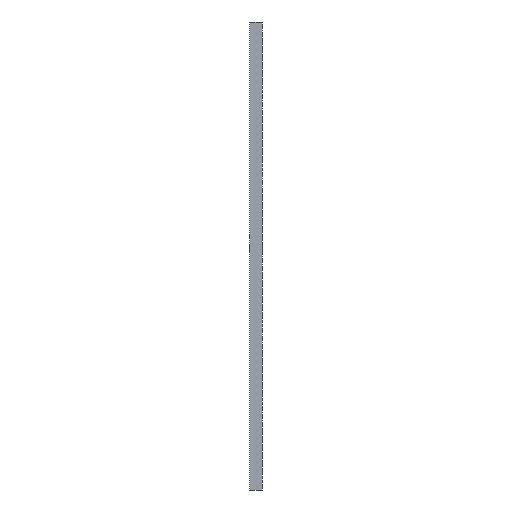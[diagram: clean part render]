
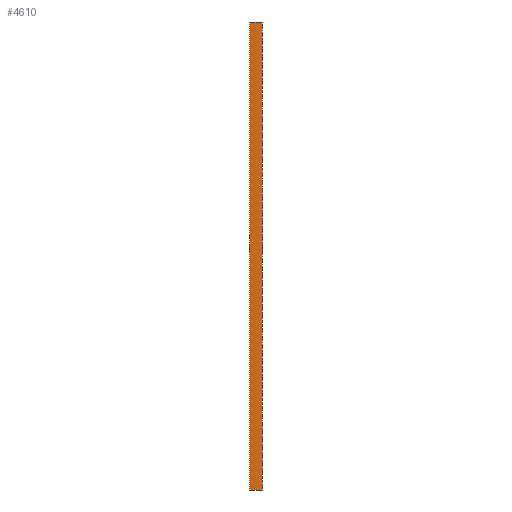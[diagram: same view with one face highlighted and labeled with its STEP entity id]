
A CAD part, left-side view. The second image highlights one B-rep face of the part: STEP entity #4610.
In plain terms, the highlighted planar face has unit normal (-1, 0, 0).
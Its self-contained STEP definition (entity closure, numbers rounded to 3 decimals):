
#27 = CARTESIAN_POINT ( 'NONE',  ( -17.088, 12.037, 3000. ) ) ;
#343 = PLANE ( 'NONE',  #6217 ) ;
#380 = EDGE_CURVE ( 'NONE', #6270, #6506, #4973, .T. ) ;
#477 = VECTOR ( 'NONE', #8359, 1000. ) ;
#1105 = EDGE_CURVE ( 'NONE', #6562, #6506, #1715, .T. ) ;
#1545 = LINE ( 'NONE', #27, #4583 ) ;
#1715 = LINE ( 'NONE', #4545, #3171 ) ;
#1761 = EDGE_LOOP ( 'NONE', ( #7830, #4200, #3690, #5105 ) ) ;
#2478 = CARTESIAN_POINT ( 'NONE',  ( -17.088, 12.037, 3000. ) ) ;
#2620 = EDGE_CURVE ( 'NONE', #2778, #6270, #1545, .T. ) ;
#2778 = VERTEX_POINT ( 'NONE', #8673 ) ;
#3171 = VECTOR ( 'NONE', #7369, 1000. ) ;
#3218 = DIRECTION ( 'NONE',  ( 0., 1., 0. ) ) ;
#3472 = VECTOR ( 'NONE', #6410, 1000. ) ;
#3690 = ORIENTED_EDGE ( 'NONE', *, *, #5212, .F. ) ;
#4200 = ORIENTED_EDGE ( 'NONE', *, *, #1105, .F. ) ;
#4465 = DIRECTION ( 'NONE',  ( 1., 0., 0. ) ) ;
#4545 = CARTESIAN_POINT ( 'NONE',  ( -17.088, -64.963, 3000. ) ) ;
#4583 = VECTOR ( 'NONE', #5668, 1000. ) ;
#4610 = ADVANCED_FACE ( 'NONE', ( #7380 ), #343, .F. ) ;
#4973 = LINE ( 'NONE', #7194, #3472 ) ;
#4984 = CARTESIAN_POINT ( 'NONE',  ( -17.088, -64.963, 3000. ) ) ;
#5105 = ORIENTED_EDGE ( 'NONE', *, *, #2620, .T. ) ;
#5212 = EDGE_CURVE ( 'NONE', #2778, #6562, #6876, .T. ) ;
#5668 = DIRECTION ( 'NONE',  ( 0., 0., -1. ) ) ;
#6115 = CARTESIAN_POINT ( 'NONE',  ( -17.088, 12.037, 3000. ) ) ;
#6217 = AXIS2_PLACEMENT_3D ( 'NONE', #2478, #4465, #3218 ) ;
#6270 = VERTEX_POINT ( 'NONE', #8947 ) ;
#6410 = DIRECTION ( 'NONE',  ( 0., -1., 0. ) ) ;
#6506 = VERTEX_POINT ( 'NONE', #6889 ) ;
#6562 = VERTEX_POINT ( 'NONE', #4984 ) ;
#6876 = LINE ( 'NONE', #6115, #477 ) ;
#6889 = CARTESIAN_POINT ( 'NONE',  ( -17.088, -64.963, 0. ) ) ;
#7194 = CARTESIAN_POINT ( 'NONE',  ( -17.088, 12.037, 0. ) ) ;
#7369 = DIRECTION ( 'NONE',  ( 0., 0., -1. ) ) ;
#7380 = FACE_OUTER_BOUND ( 'NONE', #1761, .T. ) ;
#7830 = ORIENTED_EDGE ( 'NONE', *, *, #380, .T. ) ;
#8359 = DIRECTION ( 'NONE',  ( 0., -1., 0. ) ) ;
#8673 = CARTESIAN_POINT ( 'NONE',  ( -17.088, 12.037, 3000. ) ) ;
#8947 = CARTESIAN_POINT ( 'NONE',  ( -17.088, 12.037, 0. ) ) ;
